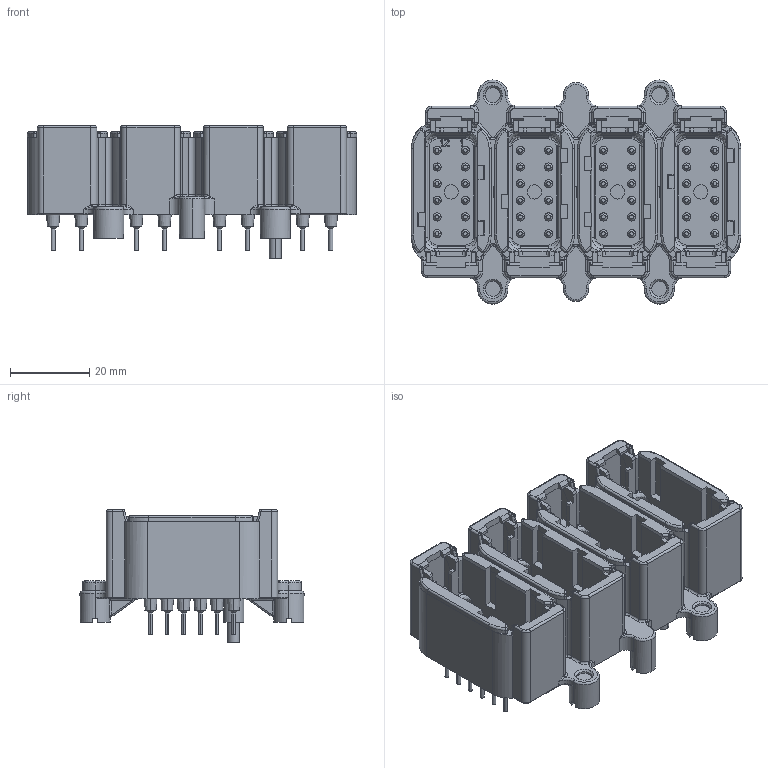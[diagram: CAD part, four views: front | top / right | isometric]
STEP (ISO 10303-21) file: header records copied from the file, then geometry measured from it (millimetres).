
FILE_DESCRIPTION((''),'2;1');
FILE_NAME('C-DTMF15-48P-B026','2015-08-29T',('workeradm'),('Tyco Electronics Ltd.'),'PRO/ENGINEER BY PARAMETRIC TECHNOLOGY CORPORATION, 2014090','PRO/ENGINEER BY PARAMETRIC TECHNOLOGY CORPORATION, 2014090','');
FILE_SCHEMA(('AUTOMOTIVE_DESIGN { 1 0 10303 214 1 1 1 1 }'));
Products named in the file (1): C-DTMF15-48P-B026
Bounding box: 82.96 x 56.39 x 33.45 mm (x, y, z)
Volume: 37985.3 mm3; surface area: 35286.5 mm2
Topology: 1 solids, 5 shells, 2239 faces, 5494 edges, 3478 vertices
Faces by surface type: plane 1013, cylinder 630, cone 312, bspline 123, torus 108, sphere 53
Entity records: 72091 total; most frequent: CARTESIAN_POINT 17992, DIRECTION 11632, ORIENTED_EDGE 10988, EDGE_CURVE 5494, AXIS2_PLACEMENT_3D 4252, VERTEX_POINT 3478, VECTOR 3128, LINE 3128
